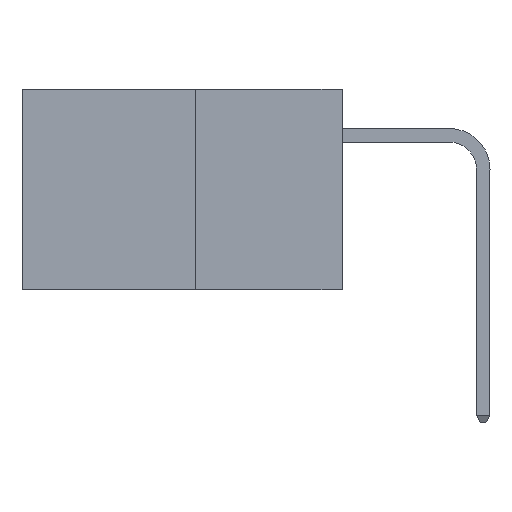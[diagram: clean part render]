
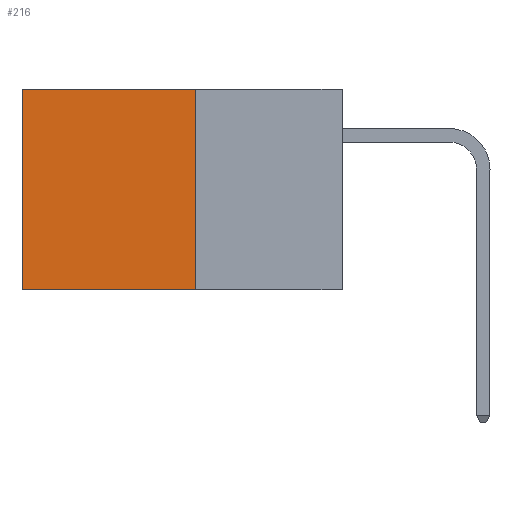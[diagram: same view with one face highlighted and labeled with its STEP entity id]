
A CAD part, left-side view. The second image highlights one B-rep face of the part: STEP entity #216.
In plain terms, the highlighted planar face has unit normal (-1, 0, 0).
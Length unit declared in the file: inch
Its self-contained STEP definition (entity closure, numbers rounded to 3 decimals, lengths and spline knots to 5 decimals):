
#54 = VERTEX_POINT ( 'NONE', #17858 ) ;
#216 = ADVANCED_FACE ( 'NONE', ( #2445 ), #11134, .F. ) ;
#322 = VERTEX_POINT ( 'NONE', #2587 ) ;
#1423 = CARTESIAN_POINT ( 'NONE',  ( 0.277, 0.27, -0.37 ) ) ;
#2445 = FACE_OUTER_BOUND ( 'NONE', #15242, .T. ) ;
#2485 = VECTOR ( 'NONE', #14014, 39.37008 ) ;
#2587 = CARTESIAN_POINT ( 'NONE',  ( 0.277, 0.27, 0. ) ) ;
#2882 = DIRECTION ( 'NONE',  ( 0., 0., -1. ) ) ;
#2916 = CARTESIAN_POINT ( 'NONE',  ( 0.277, 0.59, -0.37 ) ) ;
#4393 = ORIENTED_EDGE ( 'NONE', *, *, #18907, .F. ) ;
#4583 = VERTEX_POINT ( 'NONE', #13734 ) ;
#5827 = VECTOR ( 'NONE', #18167, 39.37008 ) ;
#5911 = ORIENTED_EDGE ( 'NONE', *, *, #19271, .F. ) ;
#6388 = ORIENTED_EDGE ( 'NONE', *, *, #7005, .T. ) ;
#7005 = EDGE_CURVE ( 'NONE', #54, #4583, #10828, .T. ) ;
#7151 = LINE ( 'NONE', #1423, #2485 ) ;
#7189 = CARTESIAN_POINT ( 'NONE',  ( 0.277, 0.27, 0. ) ) ;
#8862 = AXIS2_PLACEMENT_3D ( 'NONE', #11458, #20077, #18036 ) ;
#9688 = ORIENTED_EDGE ( 'NONE', *, *, #11934, .T. ) ;
#10533 = LINE ( 'NONE', #7189, #5827 ) ;
#10828 = LINE ( 'NONE', #2916, #19158 ) ;
#11134 = PLANE ( 'NONE',  #8862 ) ;
#11458 = CARTESIAN_POINT ( 'NONE',  ( 0.277, 0.27, -0.37 ) ) ;
#11548 = VERTEX_POINT ( 'NONE', #12524 ) ;
#11934 = EDGE_CURVE ( 'NONE', #322, #54, #10533, .T. ) ;
#12524 = CARTESIAN_POINT ( 'NONE',  ( 0.277, 0.27, -0.37 ) ) ;
#13557 = LINE ( 'NONE', #16294, #18696 ) ;
#13734 = CARTESIAN_POINT ( 'NONE',  ( 0.277, 0.59, -0.37 ) ) ;
#14014 = DIRECTION ( 'NONE',  ( 0., 0., -1. ) ) ;
#15242 = EDGE_LOOP ( 'NONE', ( #6388, #4393, #5911, #9688 ) ) ;
#16229 = DIRECTION ( 'NONE',  ( 0., 1., 0. ) ) ;
#16294 = CARTESIAN_POINT ( 'NONE',  ( 0.277, 0.27, -0.37 ) ) ;
#17858 = CARTESIAN_POINT ( 'NONE',  ( 0.277, 0.59, 0. ) ) ;
#18036 = DIRECTION ( 'NONE',  ( 0., 0., -1. ) ) ;
#18167 = DIRECTION ( 'NONE',  ( 0., 1., 0. ) ) ;
#18696 = VECTOR ( 'NONE', #16229, 39.37008 ) ;
#18907 = EDGE_CURVE ( 'NONE', #11548, #4583, #13557, .T. ) ;
#19158 = VECTOR ( 'NONE', #2882, 39.37008 ) ;
#19271 = EDGE_CURVE ( 'NONE', #322, #11548, #7151, .T. ) ;
#20077 = DIRECTION ( 'NONE',  ( 1., 0., 0. ) ) ;
